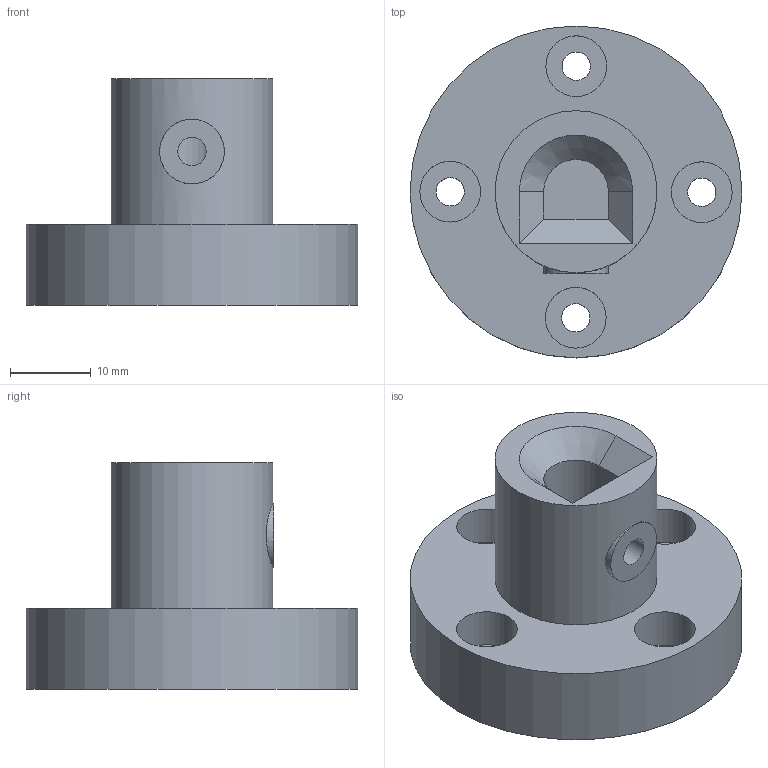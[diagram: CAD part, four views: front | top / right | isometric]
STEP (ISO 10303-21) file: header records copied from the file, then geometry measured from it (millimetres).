
FILE_DESCRIPTION(/* description */ (''),/* implementation_level */ '2;1');
FILE_NAME(/* name */ 'uchwyt_na_oś.stp',/* time_stamp */ '2023-06-05T20:53:26+02:00',/* author */ ('Kamil'),/* organization */ (''),/* preprocessor_version */ 'ST-DEVELOPER v19',/* originating_system */ 'Autodesk Inventor 2023',/* authorisation */ '');
FILE_SCHEMA (('AUTOMOTIVE_DESIGN { 1 0 10303 214 3 1 1 }'));
Length unit declared in the file: millimetre
Products named in the file (1): uchwyt_na_oś
Bounding box: 41 x 41 x 28 mm (x, y, z)
Volume: 16566.8 mm3; surface area: 6229.4 mm2
Topology: 1 solids, 1 shells, 36 faces, 75 edges, 49 vertices
Faces by surface type: plane 22, cylinder 13, cone 1
Full cylindrical faces by diameter (mm): 3.5 x5, 7.5 x4, 8 x1, 20 x1, 41 x1
Entity records: 1054 total; most frequent: CARTESIAN_POINT 195, DIRECTION 173, ORIENTED_EDGE 150, EDGE_CURVE 75, AXIS2_PLACEMENT_3D 63, EDGE_LOOP 54, VERTEX_POINT 49, LINE 47
